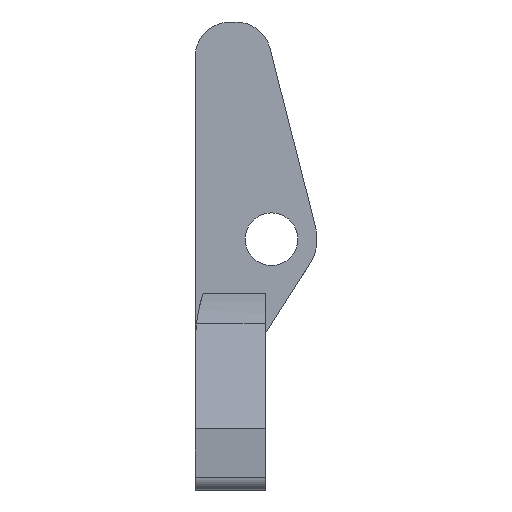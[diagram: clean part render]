
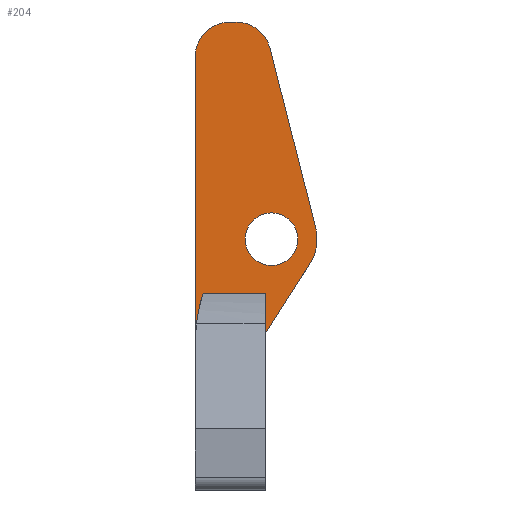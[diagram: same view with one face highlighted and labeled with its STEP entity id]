
A CAD part, left-side view. The second image highlights one B-rep face of the part: STEP entity #204.
In plain terms, the highlighted planar face has unit normal (-1, 0, 0).
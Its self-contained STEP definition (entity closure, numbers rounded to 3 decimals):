
#2 = EDGE_CURVE ( 'NONE', #833, #1118, #1148, .T. ) ;
#23 = CARTESIAN_POINT ( 'NONE',  ( -7.5, 2.543, -15.068 ) ) ;
#53 = VERTEX_POINT ( 'NONE', #979 ) ;
#56 = VERTEX_POINT ( 'NONE', #270 ) ;
#58 = EDGE_LOOP ( 'NONE', ( #1000, #1129 ) ) ;
#81 = CARTESIAN_POINT ( 'NONE',  ( -7.5, -1.35, -12. ) ) ;
#83 = CARTESIAN_POINT ( 'NONE',  ( -7.5, -7., -18.056 ) ) ;
#88 = PLANE ( 'NONE',  #556 ) ;
#124 = CARTESIAN_POINT ( 'NONE',  ( -7.5, -1., 0. ) ) ;
#145 = CARTESIAN_POINT ( 'NONE',  ( -7.5, 0.669, -1.639 ) ) ;
#160 = DIRECTION ( 'NONE',  ( 0., 0., -1. ) ) ;
#172 = DIRECTION ( 'NONE',  ( 1., 0., 0. ) ) ;
#173 = CARTESIAN_POINT ( 'NONE',  ( -7.5, -3.95, 0.361 ) ) ;
#188 = ORIENTED_EDGE ( 'NONE', *, *, #910, .T. ) ;
#194 = DIRECTION ( 'NONE',  ( 1., 0., 0. ) ) ;
#204 = ADVANCED_FACE ( 'NONE', ( #908, #958 ), #88, .F. ) ;
#206 = CARTESIAN_POINT ( 'NONE',  ( -7.5, -1.269, -1.146 ) ) ;
#215 = AXIS2_PLACEMENT_3D ( 'NONE', #1046, #883, #947 ) ;
#218 = AXIS2_PLACEMENT_3D ( 'NONE', #682, #1089, #228 ) ;
#219 = AXIS2_PLACEMENT_3D ( 'NONE', #347, #1214, #1221 ) ;
#227 = EDGE_CURVE ( 'NONE', #53, #914, #374, .T. ) ;
#228 = DIRECTION ( 'NONE',  ( 0., 0., -1. ) ) ;
#270 = CARTESIAN_POINT ( 'NONE',  ( -7.5, 1., 0.361 ) ) ;
#272 = DIRECTION ( 'NONE',  ( 0., -0.247, -0.969 ) ) ;
#286 = EDGE_CURVE ( 'NONE', #977, #876, #412, .T. ) ;
#287 = LINE ( 'NONE', #173, #751 ) ;
#311 = ORIENTED_EDGE ( 'NONE', *, *, #286, .T. ) ;
#316 = ORIENTED_EDGE ( 'NONE', *, *, #1260, .T. ) ;
#347 = CARTESIAN_POINT ( 'NONE',  ( -7.5, -1.35, -12. ) ) ;
#349 = VERTEX_POINT ( 'NONE', #564 ) ;
#358 = ORIENTED_EDGE ( 'NONE', *, *, #227, .F. ) ;
#371 = VECTOR ( 'NONE', #272, 1000. ) ;
#374 = CIRCLE ( 'NONE', #534, 2.6 ) ;
#384 = DIRECTION ( 'NONE',  ( 1., 0., 0. ) ) ;
#389 = DIRECTION ( 'NONE',  ( 0., 1., 0. ) ) ;
#412 = CIRCLE ( 'NONE', #700, 10. ) ;
#434 = CIRCLE ( 'NONE', #218, 2. ) ;
#468 = CARTESIAN_POINT ( 'NONE',  ( -7.5, -0.918, 0.234 ) ) ;
#469 = LINE ( 'NONE', #1037, #877 ) ;
#499 = LINE ( 'NONE', #889, #673 ) ;
#529 = DIRECTION ( 'NONE',  ( -1., 0., 0. ) ) ;
#534 = AXIS2_PLACEMENT_3D ( 'NONE', #81, #384, #969 ) ;
#548 = VERTEX_POINT ( 'NONE', #1218 ) ;
#556 = AXIS2_PLACEMENT_3D ( 'NONE', #576, #172, #772 ) ;
#564 = CARTESIAN_POINT ( 'NONE',  ( -7.5, -1., -17.386 ) ) ;
#576 = CARTESIAN_POINT ( 'NONE',  ( -7.5, 0., 0. ) ) ;
#578 = CARTESIAN_POINT ( 'NONE',  ( -7.5, -3.542, -13.398 ) ) ;
#579 = DIRECTION ( 'NONE',  ( 0., 0., -1. ) ) ;
#611 = LINE ( 'NONE', #124, #1123 ) ;
#647 = EDGE_CURVE ( 'NONE', #914, #349, #873, .T. ) ;
#673 = VECTOR ( 'NONE', #695, 1000. ) ;
#682 = CARTESIAN_POINT ( 'NONE',  ( -7.5, 1., -1.639 ) ) ;
#695 = DIRECTION ( 'NONE',  ( 0., -1., 0. ) ) ;
#700 = AXIS2_PLACEMENT_3D ( 'NONE', #83, #194, #579 ) ;
#743 = VERTEX_POINT ( 'NONE', #1213 ) ;
#751 = VECTOR ( 'NONE', #389, 1000. ) ;
#765 = VECTOR ( 'NONE', #807, 1000. ) ;
#766 = CIRCLE ( 'NONE', #219, 1.5 ) ;
#769 = EDGE_CURVE ( 'NONE', #1057, #548, #991, .T. ) ;
#770 = EDGE_LOOP ( 'NONE', ( #894, #1002, #316, #188, #878, #311, #1256, #829, #1023, #358 ) ) ;
#772 = DIRECTION ( 'NONE',  ( 0., 0., -1. ) ) ;
#776 = DIRECTION ( 'NONE',  ( 0., 0., -1. ) ) ;
#807 = DIRECTION ( 'NONE',  ( 0., 0.538, -0.843 ) ) ;
#816 = EDGE_CURVE ( 'NONE', #1118, #833, #766, .T. ) ;
#829 = ORIENTED_EDGE ( 'NONE', *, *, #966, .T. ) ;
#833 = VERTEX_POINT ( 'NONE', #1208 ) ;
#848 = LINE ( 'NONE', #468, #371 ) ;
#861 = AXIS2_PLACEMENT_3D ( 'NONE', #145, #529, #160 ) ;
#873 = LINE ( 'NONE', #997, #765 ) ;
#876 = VERTEX_POINT ( 'NONE', #23 ) ;
#877 = VECTOR ( 'NONE', #938, 1000. ) ;
#878 = ORIENTED_EDGE ( 'NONE', *, *, #1199, .F. ) ;
#881 = CARTESIAN_POINT ( 'NONE',  ( -7.5, 3., -1.639 ) ) ;
#883 = DIRECTION ( 'NONE',  ( 1., 0., 0. ) ) ;
#889 = CARTESIAN_POINT ( 'NONE',  ( -7.5, 0., -15.068 ) ) ;
#894 = ORIENTED_EDGE ( 'NONE', *, *, #972, .F. ) ;
#908 = FACE_BOUND ( 'NONE', #58, .T. ) ;
#910 = EDGE_CURVE ( 'NONE', #56, #1068, #434, .T. ) ;
#914 = VERTEX_POINT ( 'NONE', #578 ) ;
#938 = DIRECTION ( 'NONE',  ( 0., 0., 1. ) ) ;
#947 = DIRECTION ( 'NONE',  ( 0., 0., -1. ) ) ;
#956 = CARTESIAN_POINT ( 'NONE',  ( -7.5, 3., -18.056 ) ) ;
#958 = FACE_OUTER_BOUND ( 'NONE', #770, .T. ) ;
#966 = EDGE_CURVE ( 'NONE', #743, #349, #611, .T. ) ;
#969 = DIRECTION ( 'NONE',  ( 0., 0., -1. ) ) ;
#972 = EDGE_CURVE ( 'NONE', #1057, #53, #848, .T. ) ;
#977 = VERTEX_POINT ( 'NONE', #956 ) ;
#979 = CARTESIAN_POINT ( 'NONE',  ( -7.5, -3.87, -11.358 ) ) ;
#991 = CIRCLE ( 'NONE', #861, 2. ) ;
#997 = CARTESIAN_POINT ( 'NONE',  ( -7.5, -8.592, -5.477 ) ) ;
#1000 = ORIENTED_EDGE ( 'NONE', *, *, #816, .T. ) ;
#1002 = ORIENTED_EDGE ( 'NONE', *, *, #769, .T. ) ;
#1023 = ORIENTED_EDGE ( 'NONE', *, *, #647, .F. ) ;
#1037 = CARTESIAN_POINT ( 'NONE',  ( -7.5, 3., 0. ) ) ;
#1046 = CARTESIAN_POINT ( 'NONE',  ( -7.5, -1.35, -12. ) ) ;
#1057 = VERTEX_POINT ( 'NONE', #206 ) ;
#1058 = EDGE_CURVE ( 'NONE', #876, #743, #499, .T. ) ;
#1068 = VERTEX_POINT ( 'NONE', #881 ) ;
#1089 = DIRECTION ( 'NONE',  ( -1., 0., 0. ) ) ;
#1093 = CARTESIAN_POINT ( 'NONE',  ( -7.5, -1.35, -13.5 ) ) ;
#1118 = VERTEX_POINT ( 'NONE', #1093 ) ;
#1123 = VECTOR ( 'NONE', #776, 1000. ) ;
#1129 = ORIENTED_EDGE ( 'NONE', *, *, #2, .T. ) ;
#1148 = CIRCLE ( 'NONE', #215, 1.5 ) ;
#1199 = EDGE_CURVE ( 'NONE', #977, #1068, #469, .T. ) ;
#1208 = CARTESIAN_POINT ( 'NONE',  ( -7.5, -1.35, -10.5 ) ) ;
#1213 = CARTESIAN_POINT ( 'NONE',  ( -7.5, -1., -15.068 ) ) ;
#1214 = DIRECTION ( 'NONE',  ( 1., 0., 0. ) ) ;
#1218 = CARTESIAN_POINT ( 'NONE',  ( -7.5, 0.669, 0.361 ) ) ;
#1221 = DIRECTION ( 'NONE',  ( 0., 0., -1. ) ) ;
#1256 = ORIENTED_EDGE ( 'NONE', *, *, #1058, .T. ) ;
#1260 = EDGE_CURVE ( 'NONE', #548, #56, #287, .T. ) ;
